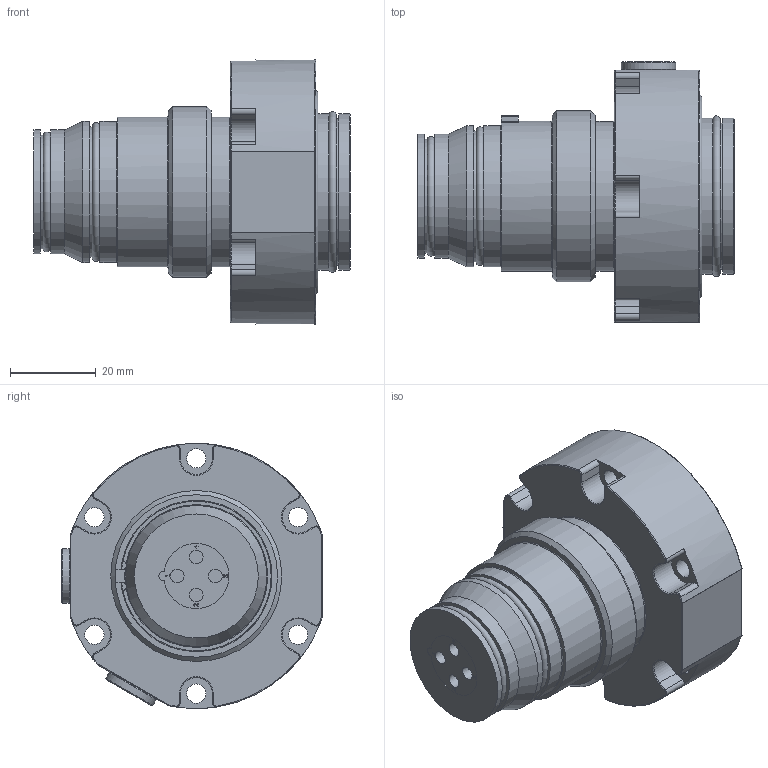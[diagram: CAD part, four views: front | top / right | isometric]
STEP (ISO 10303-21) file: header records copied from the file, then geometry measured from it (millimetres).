
FILE_DESCRIPTION(/* description */ (''),/* implementation_level */ '2;1');
FILE_NAME(/* name */ 'TrustLink API 4 pin FCR.stp',/* time_stamp */ '2015-11-11T13:41:31+01:00',/* author */ ('sh'),/* organization */ (''),/* preprocessor_version */ 'ST-DEVELOPER v15.2',/* originating_system */ 'Autodesk Inventor 2014',/* authorisation */ '');
FILE_SCHEMA (('AUTOMOTIVE_DESIGN { 1 0 10303 214 3 1 1 }'));
Length unit declared in the file: millimetre
Products named in the file (1): TrustLink API 4 pin FCR
Bounding box: 73.9 x 61 x 61.92 mm (x, y, z)
Volume: 107511.8 mm3; surface area: 19146.7 mm2
Topology: 1 solids, 3 shells, 257 faces, 619 edges, 385 vertices
Faces by surface type: plane 94, cylinder 74, torus 43, bspline 35, cone 7, sphere 4
Full cylindrical faces by diameter (mm): 3.18 x4, 4.5 x6, 12.7 x2, 26.6 x2, 29 x2, 30.6 x2, 33 x2, 34.2 x2, 35 x2, 36.5 x2, 40 x1
Entity records: 7696 total; most frequent: CARTESIAN_POINT 1808, DIRECTION 1163, ORIENTED_EDGE 1124, EDGE_CURVE 560, AXIS2_PLACEMENT_3D 454, VERTEX_POINT 375, EDGE_LOOP 339, ADVANCED_FACE 257
